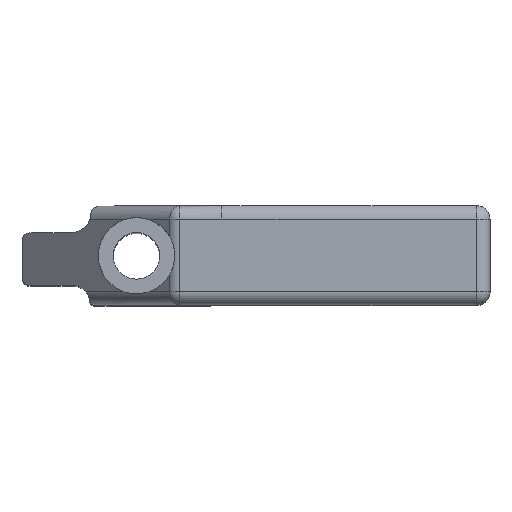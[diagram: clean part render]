
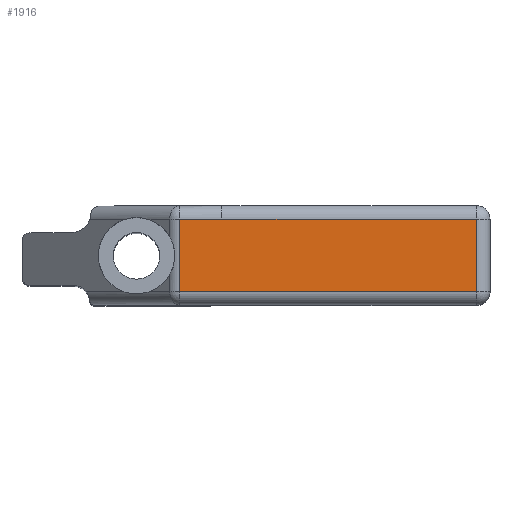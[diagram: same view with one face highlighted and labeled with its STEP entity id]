
A CAD part, top view. The second image highlights one B-rep face of the part: STEP entity #1916.
In plain terms, the highlighted planar face has unit normal (0, 0, 1).
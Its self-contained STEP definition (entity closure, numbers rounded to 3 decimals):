
#35=PLANE('',#2082);
#68=LINE('',#3794,#191);
#98=LINE('',#4108,#221);
#103=LINE('',#4116,#226);
#104=LINE('',#4119,#227);
#116=LINE('',#4381,#239);
#191=VECTOR('',#2191,10.);
#221=VECTOR('',#2313,10.);
#226=VECTOR('',#2320,10.);
#227=VECTOR('',#2323,10.);
#239=VECTOR('',#2351,10.);
#392=FACE_OUTER_BOUND('',#506,.T.);
#506=EDGE_LOOP('',(#1436,#1437,#1438,#1439,#1440));
#771=VERTEX_POINT('',#3719);
#786=VERTEX_POINT('',#3793);
#798=VERTEX_POINT('',#3850);
#801=VERTEX_POINT('',#3857);
#823=VERTEX_POINT('',#4118);
#985=EDGE_CURVE('',#771,#786,#68,.T.);
#1043=EDGE_CURVE('',#798,#801,#98,.T.);
#1048=EDGE_CURVE('',#801,#771,#103,.T.);
#1049=EDGE_CURVE('',#823,#798,#104,.T.);
#1066=EDGE_CURVE('',#786,#823,#116,.T.);
#1436=ORIENTED_EDGE('',*,*,#985,.F.);
#1437=ORIENTED_EDGE('',*,*,#1048,.F.);
#1438=ORIENTED_EDGE('',*,*,#1043,.F.);
#1439=ORIENTED_EDGE('',*,*,#1049,.F.);
#1440=ORIENTED_EDGE('',*,*,#1066,.F.);
#1916=ADVANCED_FACE('',(#392),#35,.T.);
#2082=AXIS2_PLACEMENT_3D('',#4380,#2349,#2350);
#2191=DIRECTION('',(0.,1.,0.));
#2313=DIRECTION('',(0.,-1.,0.));
#2320=DIRECTION('',(-1.,0.,0.));
#2323=DIRECTION('',(1.,0.,0.));
#2349=DIRECTION('center_axis',(0.,0.,1.));
#2350=DIRECTION('ref_axis',(1.,0.,0.));
#2351=DIRECTION('',(1.,0.002,0.));
#3719=CARTESIAN_POINT('',(11.789,-0.292,50.));
#3793=CARTESIAN_POINT('',(11.789,5.124,50.));
#3794=CARTESIAN_POINT('',(11.789,2.381,50.));
#3850=CARTESIAN_POINT('',(33.962,5.131,50.));
#3857=CARTESIAN_POINT('',(33.962,-0.292,50.));
#4108=CARTESIAN_POINT('',(33.962,2.419,50.));
#4116=CARTESIAN_POINT('',(6.506,-0.292,50.));
#4118=CARTESIAN_POINT('',(14.963,5.131,50.));
#4119=CARTESIAN_POINT('',(11.236,5.131,50.));
#4380=CARTESIAN_POINT('Origin',(7.511,2.419,50.));
#4381=CARTESIAN_POINT('',(10.984,5.123,50.));
